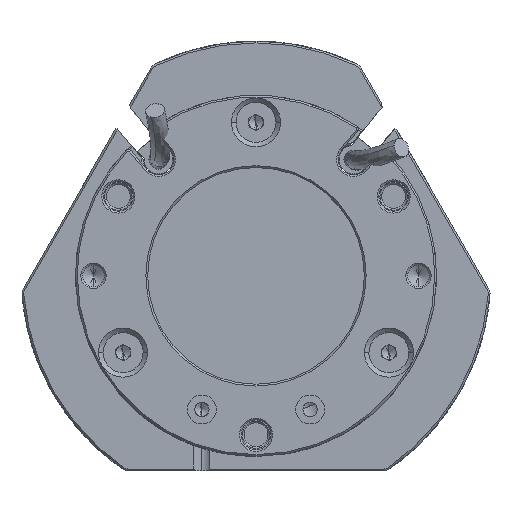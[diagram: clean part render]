
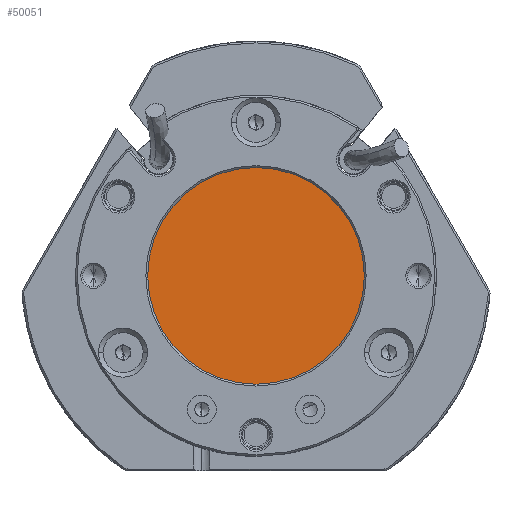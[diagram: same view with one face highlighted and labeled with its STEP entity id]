
A CAD part, front view. The second image highlights one B-rep face of the part: STEP entity #50051.
In plain terms, the highlighted face is planar.
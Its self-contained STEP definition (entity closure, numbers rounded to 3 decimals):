
#1365 = DIRECTION ( 'NONE',  ( 0., 0., 1. ) ) ;
#8902 = EDGE_LOOP ( 'NONE', ( #49582, #86147 ) ) ;
#10650 = EDGE_CURVE ( 'NONE', #30830, #77721, #79876, .T. ) ;
#11620 = CARTESIAN_POINT ( 'NONE',  ( 15., 0., 13.5 ) ) ;
#21321 = AXIS2_PLACEMENT_3D ( 'NONE', #92250, #1365, #59479 ) ;
#24303 = CARTESIAN_POINT ( 'NONE',  ( 0., 0., 13.5 ) ) ;
#30830 = VERTEX_POINT ( 'NONE', #83658 ) ;
#32596 = DIRECTION ( 'NONE',  ( 1., 0., 0. ) ) ;
#42950 = CIRCLE ( 'NONE', #58597, 15. ) ;
#45448 = FACE_OUTER_BOUND ( 'NONE', #8902, .T. ) ;
#49244 = DIRECTION ( 'NONE',  ( 0., 0., 1. ) ) ;
#49407 = EDGE_CURVE ( 'NONE', #77721, #30830, #42950, .T. ) ;
#49582 = ORIENTED_EDGE ( 'NONE', *, *, #49407, .T. ) ;
#50051 = ADVANCED_FACE ( 'NONE', ( #45448 ), #51171, .T. ) ;
#51171 = PLANE ( 'NONE',  #21321 ) ;
#58597 = AXIS2_PLACEMENT_3D ( 'NONE', #24303, #81939, #32596 ) ;
#59479 = DIRECTION ( 'NONE',  ( 1., 0., 0. ) ) ;
#63073 = AXIS2_PLACEMENT_3D ( 'NONE', #98605, #49244, #106860 ) ;
#77721 = VERTEX_POINT ( 'NONE', #11620 ) ;
#79876 = CIRCLE ( 'NONE', #63073, 15. ) ;
#81939 = DIRECTION ( 'NONE',  ( 0., 0., 1. ) ) ;
#83658 = CARTESIAN_POINT ( 'NONE',  ( -15., 0., 13.5 ) ) ;
#86147 = ORIENTED_EDGE ( 'NONE', *, *, #10650, .T. ) ;
#92250 = CARTESIAN_POINT ( 'NONE',  ( 0., 0., 13.5 ) ) ;
#98605 = CARTESIAN_POINT ( 'NONE',  ( 0., 0., 13.5 ) ) ;
#106860 = DIRECTION ( 'NONE',  ( 1., 0., 0. ) ) ;
